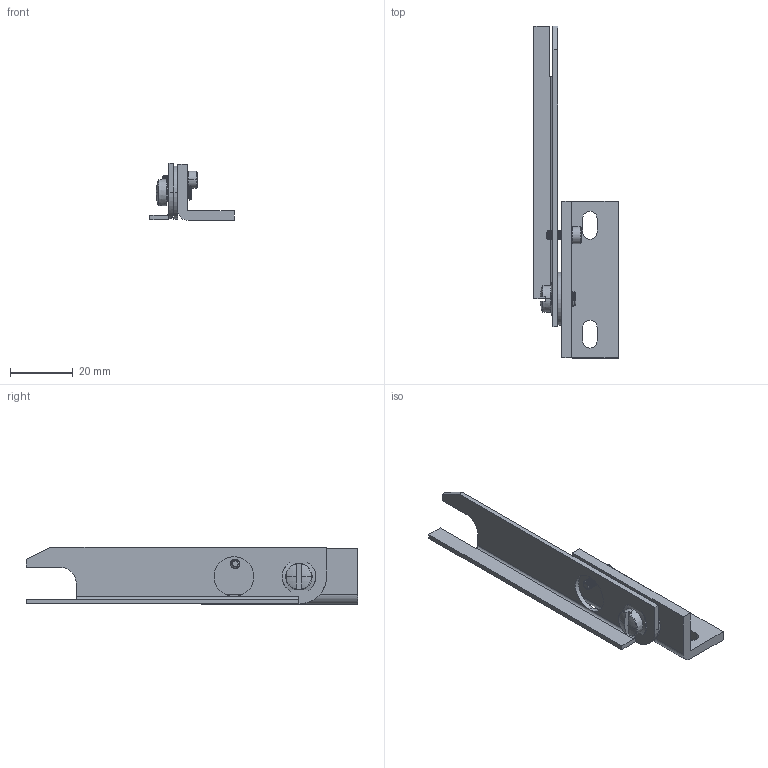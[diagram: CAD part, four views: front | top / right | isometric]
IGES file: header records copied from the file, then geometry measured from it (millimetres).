
Start section:  PTC IGES file: mtm-009.igs
Global section: file name: mtm-009.igs; native system: Pro/ENGINEER by Parametric Technology Corporation; preprocessor: 2009300; author: project; organization: Unknown; date: 20101202.144359; units: inch
Bounding box: 26.92 x 105.99 x 18.21 mm (x, y, z)
Surface area: 8979.7 mm2 (no closed solid volume)
Topology: 0 solids, 7 shells, 130 faces, 533 edges, 409 vertices
Faces by surface type: revolution 82, bspline 48
